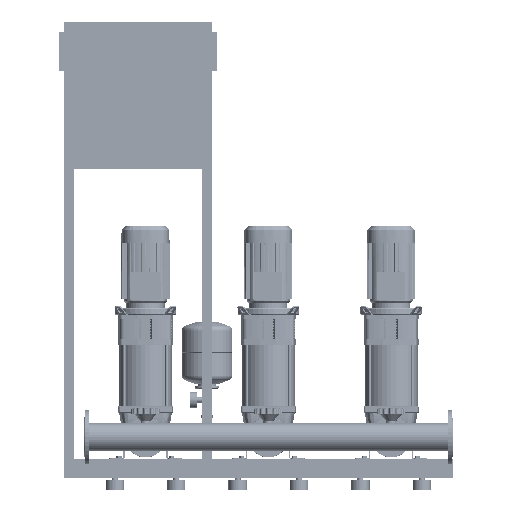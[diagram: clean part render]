
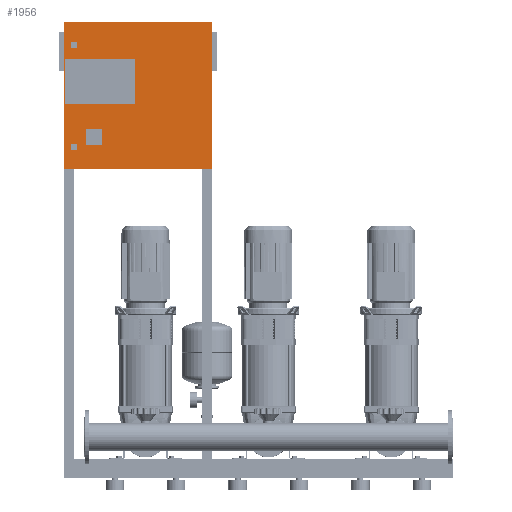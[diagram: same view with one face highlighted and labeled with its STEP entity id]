
A CAD part, front view. The second image highlights one B-rep face of the part: STEP entity #1956.
In plain terms, the highlighted planar face has unit normal (0, -1, 0).
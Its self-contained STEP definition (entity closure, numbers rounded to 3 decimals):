
#585=CARTESIAN_POINT('',(-30.,-80.,1825.0));
#586=VERTEX_POINT('',#585);
#593=CARTESIAN_POINT('',(-55.,-80.,1825.0));
#594=VERTEX_POINT('',#593);
#595=CARTESIAN_POINT('',(-55.,-80.,1825.0));
#596=DIRECTION('',(1.0,0.0,0.0));
#597=VECTOR('',#596,25.0);
#598=LINE('',#595,#597);
#599=EDGE_CURVE('',#594,#586,#598,.T.);
#617=CARTESIAN_POINT('',(-55.0,-80.,1800.0));
#618=VERTEX_POINT('',#617);
#619=CARTESIAN_POINT('',(-55.0,-80.,1800.0));
#620=DIRECTION('',(0.0,0.0,1.0));
#621=VECTOR('',#620,25.0);
#622=LINE('',#619,#621);
#623=EDGE_CURVE('',#618,#594,#622,.T.);
#641=CARTESIAN_POINT('',(-30.,-80.,1800.0));
#642=VERTEX_POINT('',#641);
#643=CARTESIAN_POINT('',(-30.,-80.,1800.0));
#644=DIRECTION('',(-1.0,0.0,0.0));
#645=VECTOR('',#644,25.);
#646=LINE('',#643,#645);
#647=EDGE_CURVE('',#642,#618,#646,.T.);
#665=CARTESIAN_POINT('',(-30.,-80.,1825.0));
#666=DIRECTION('',(0.0,0.0,-1.0));
#667=VECTOR('',#666,25.0);
#668=LINE('',#665,#667);
#669=EDGE_CURVE('',#586,#642,#668,.T.);
#1086=CARTESIAN_POINT('',(-78.0,-80.,1755.0));
#1087=VERTEX_POINT('',#1086);
#1094=CARTESIAN_POINT('',(-78.0,-80.,1570.0));
#1095=VERTEX_POINT('',#1094);
#1096=CARTESIAN_POINT('',(-78.0,-80.,1570.0));
#1097=DIRECTION('',(0.0,0.0,1.0));
#1098=VECTOR('',#1097,185.0);
#1099=LINE('',#1096,#1098);
#1100=EDGE_CURVE('',#1095,#1087,#1099,.T.);
#1125=CARTESIAN_POINT('',(208.,-80.,1570.0));
#1126=VERTEX_POINT('',#1125);
#1127=CARTESIAN_POINT('',(208.,-80.,1570.0));
#1128=DIRECTION('',(-1.0,0.0,0.0));
#1129=VECTOR('',#1128,286.);
#1130=LINE('',#1127,#1129);
#1131=EDGE_CURVE('',#1126,#1095,#1130,.T.);
#1156=CARTESIAN_POINT('',(208.0,-80.,1755.0));
#1157=VERTEX_POINT('',#1156);
#1158=CARTESIAN_POINT('',(208.0,-80.,1755.0));
#1159=DIRECTION('',(0.0,0.0,-1.0));
#1160=VECTOR('',#1159,185.0);
#1161=LINE('',#1158,#1160);
#1162=EDGE_CURVE('',#1157,#1126,#1161,.T.);
#1185=CARTESIAN_POINT('',(-78.0,-80.,1755.0));
#1186=DIRECTION('',(1.0,0.0,0.0));
#1187=VECTOR('',#1186,286.0);
#1188=LINE('',#1185,#1187);
#1189=EDGE_CURVE('',#1087,#1157,#1188,.T.);
#1624=CARTESIAN_POINT('',(-80.,-80.0,1905.0));
#1625=VERTEX_POINT('',#1624);
#1632=CARTESIAN_POINT('',(520.0,-80.0,1905.0));
#1633=VERTEX_POINT('',#1632);
#1634=CARTESIAN_POINT('',(-80.,-80.0,1905.0));
#1635=DIRECTION('',(1.0,0.0,0.0));
#1636=VECTOR('',#1635,600.0);
#1637=LINE('',#1634,#1636);
#1638=EDGE_CURVE('',#1625,#1633,#1637,.T.);
#1787=CARTESIAN_POINT('',(-30.,-80.,1385.0));
#1788=VERTEX_POINT('',#1787);
#1795=CARTESIAN_POINT('',(-30.,-80.,1410.0));
#1796=VERTEX_POINT('',#1795);
#1797=CARTESIAN_POINT('',(-30.,-80.,1410.0));
#1798=DIRECTION('',(0.0,0.0,-1.0));
#1799=VECTOR('',#1798,25.0);
#1800=LINE('',#1797,#1799);
#1801=EDGE_CURVE('',#1796,#1788,#1800,.T.);
#1825=CARTESIAN_POINT('',(-55.,-80.,1385.0));
#1826=VERTEX_POINT('',#1825);
#1833=CARTESIAN_POINT('',(-30.,-80.,1385.0));
#1834=DIRECTION('',(-1.0,0.0,0.0));
#1835=VECTOR('',#1834,25.);
#1836=LINE('',#1833,#1835);
#1837=EDGE_CURVE('',#1788,#1826,#1836,.T.);
#1856=CARTESIAN_POINT('',(-55.,-80.,1410.0));
#1857=VERTEX_POINT('',#1856);
#1864=CARTESIAN_POINT('',(-55.,-80.,1385.0));
#1865=DIRECTION('',(0.0,0.0,1.0));
#1866=VECTOR('',#1865,25.0);
#1867=LINE('',#1864,#1866);
#1868=EDGE_CURVE('',#1826,#1857,#1867,.T.);
#1886=CARTESIAN_POINT('',(-55.,-80.,1410.0));
#1887=DIRECTION('',(1.0,0.0,0.0));
#1888=VECTOR('',#1887,25.);
#1889=LINE('',#1886,#1888);
#1890=EDGE_CURVE('',#1857,#1796,#1889,.T.);
#1908=CARTESIAN_POINT('',(220.,-80.,1685.0));
#1909=DIRECTION('',(0.0,-1.0,0.0));
#1910=DIRECTION('',(1.0,0.0,0.0));
#1911=AXIS2_PLACEMENT_3D('',#1908,#1909,#1910);
#1912=PLANE('',#1911);
#1913=CARTESIAN_POINT('',(-80.,-80.,1305.0));
#1914=VERTEX_POINT('',#1913);
#1915=CARTESIAN_POINT('',(-80.,-80.,1305.0));
#1916=DIRECTION('',(0.0,0.0,1.0));
#1917=VECTOR('',#1916,600.0);
#1918=LINE('',#1915,#1917);
#1919=EDGE_CURVE('',#1914,#1625,#1918,.T.);
#1920=ORIENTED_EDGE('',*,*,#1919,.F.);
#1921=CARTESIAN_POINT('',(520.0,-80.,1305.0));
#1922=VERTEX_POINT('',#1921);
#1923=CARTESIAN_POINT('',(520.0,-80.,1305.0));
#1924=DIRECTION('',(-1.0,0.0,0.0));
#1925=VECTOR('',#1924,600.);
#1926=LINE('',#1923,#1925);
#1927=EDGE_CURVE('',#1922,#1914,#1926,.T.);
#1928=ORIENTED_EDGE('',*,*,#1927,.F.);
#1929=CARTESIAN_POINT('',(520.0,-80.0,1905.0));
#1930=DIRECTION('',(0.0,0.0,-1.0));
#1931=VECTOR('',#1930,600.0);
#1932=LINE('',#1929,#1931);
#1933=EDGE_CURVE('',#1633,#1922,#1932,.T.);
#1934=ORIENTED_EDGE('',*,*,#1933,.F.);
#1935=ORIENTED_EDGE('',*,*,#1638,.F.);
#1936=EDGE_LOOP('',(#1920,#1928,#1934,#1935));
#1937=FACE_OUTER_BOUND('',#1936,.T.);
#1938=ORIENTED_EDGE('',*,*,#599,.T.);
#1939=ORIENTED_EDGE('',*,*,#669,.T.);
#1940=ORIENTED_EDGE('',*,*,#647,.T.);
#1941=ORIENTED_EDGE('',*,*,#623,.T.);
#1942=EDGE_LOOP('',(#1938,#1939,#1940,#1941));
#1943=FACE_BOUND('',#1942,.T.);
#1944=ORIENTED_EDGE('',*,*,#1100,.T.);
#1945=ORIENTED_EDGE('',*,*,#1189,.T.);
#1946=ORIENTED_EDGE('',*,*,#1162,.T.);
#1947=ORIENTED_EDGE('',*,*,#1131,.T.);
#1948=EDGE_LOOP('',(#1944,#1945,#1946,#1947));
#1949=FACE_BOUND('',#1948,.T.);
#1950=ORIENTED_EDGE('',*,*,#1801,.T.);
#1951=ORIENTED_EDGE('',*,*,#1837,.T.);
#1952=ORIENTED_EDGE('',*,*,#1868,.T.);
#1953=ORIENTED_EDGE('',*,*,#1890,.T.);
#1954=EDGE_LOOP('',(#1950,#1951,#1952,#1953));
#1955=FACE_BOUND('',#1954,.T.);
#1956=ADVANCED_FACE('',(#1937,#1943,#1949,#1955),#1912,.T.);
